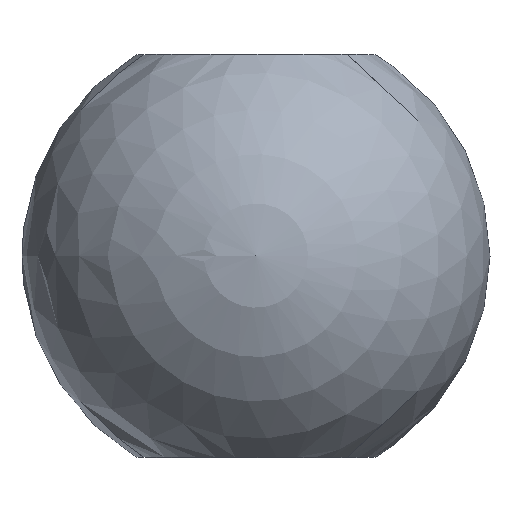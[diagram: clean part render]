
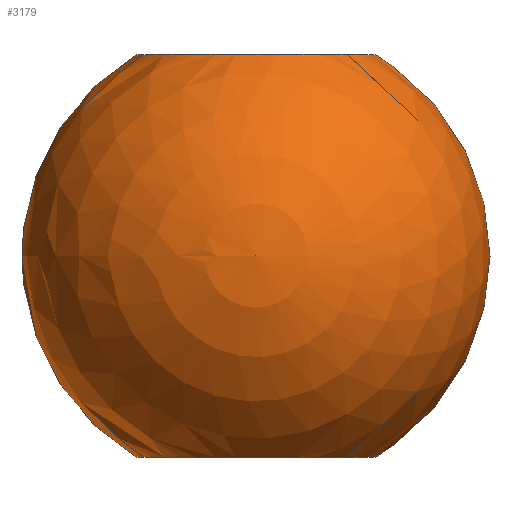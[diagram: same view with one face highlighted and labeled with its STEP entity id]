
A CAD part, top view. The second image highlights one B-rep face of the part: STEP entity #3179.
In plain terms, the highlighted spherical face has radius 12.5 mm.
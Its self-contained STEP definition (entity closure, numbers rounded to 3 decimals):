
#1860 = DIRECTION ( 'NONE',  ( 0., 0., -1. ) ) ;
#3179 = ADVANCED_FACE ( 'NONE', ( #3892, #8220 ), #3191, .T. ) ;
#3191 = SPHERICAL_SURFACE ( 'NONE', #7126, 12.5 ) ;
#3314 = DIRECTION ( 'NONE',  ( 0., -1., 0. ) ) ;
#3375 = CARTESIAN_POINT ( 'NONE',  ( 0., -10.758, 0. ) ) ;
#3852 = VERTEX_POINT ( 'NONE', #8681 ) ;
#3892 = FACE_OUTER_BOUND ( 'NONE', #8065, .T. ) ;
#4001 = EDGE_CURVE ( 'NONE', #4987, #4987, #9018, .T. ) ;
#4716 = EDGE_LOOP ( 'NONE', ( #7221 ) ) ;
#4891 = AXIS2_PLACEMENT_3D ( 'NONE', #5457, #3314, #7664 ) ;
#4987 = VERTEX_POINT ( 'NONE', #5926 ) ;
#5168 = EDGE_CURVE ( 'NONE', #3852, #3852, #6906, .T. ) ;
#5457 = CARTESIAN_POINT ( 'NONE',  ( 0., 10.758, 0. ) ) ;
#5926 = CARTESIAN_POINT ( 'NONE',  ( 0., 10.758, -6.365 ) ) ;
#6162 = CARTESIAN_POINT ( 'NONE',  ( 0., 0., 0. ) ) ;
#6406 = ORIENTED_EDGE ( 'NONE', *, *, #4001, .T. ) ;
#6867 = DIRECTION ( 'NONE',  ( 1., 0., 0. ) ) ;
#6906 = CIRCLE ( 'NONE', #7190, 6.365 ) ;
#7126 = AXIS2_PLACEMENT_3D ( 'NONE', #6162, #1860, #6867 ) ;
#7190 = AXIS2_PLACEMENT_3D ( 'NONE', #3375, #8961, #7633 ) ;
#7221 = ORIENTED_EDGE ( 'NONE', *, *, #5168, .T. ) ;
#7633 = DIRECTION ( 'NONE',  ( 0., 0., 1. ) ) ;
#7664 = DIRECTION ( 'NONE',  ( 0., 0., -1. ) ) ;
#8065 = EDGE_LOOP ( 'NONE', ( #6406 ) ) ;
#8220 = FACE_OUTER_BOUND ( 'NONE', #4716, .T. ) ;
#8681 = CARTESIAN_POINT ( 'NONE',  ( 0., -10.758, 6.365 ) ) ;
#8961 = DIRECTION ( 'NONE',  ( 0., 1., 0. ) ) ;
#9018 = CIRCLE ( 'NONE', #4891, 6.365 ) ;
